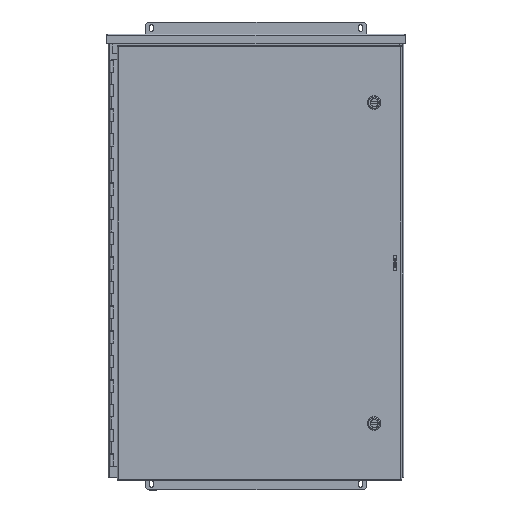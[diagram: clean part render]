
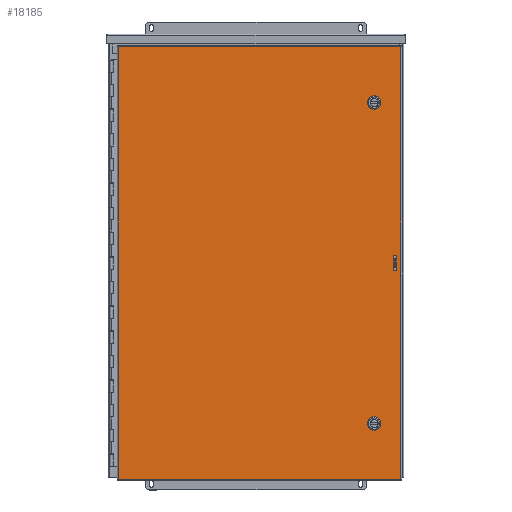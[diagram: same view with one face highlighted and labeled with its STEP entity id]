
A CAD part, top view. The second image highlights one B-rep face of the part: STEP entity #18185.
In plain terms, the highlighted planar face has unit normal (0, 0, 1).
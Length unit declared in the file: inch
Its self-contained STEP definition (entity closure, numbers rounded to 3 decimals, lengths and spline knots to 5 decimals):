
#780=FACE_BOUND('',#2849,.T.);
#781=FACE_BOUND('',#2850,.T.);
#782=FACE_BOUND('',#2851,.T.);
#930=CIRCLE('',#19251,0.453);
#932=CIRCLE('',#19255,0.453);
#934=CIRCLE('',#19259,0.453);
#936=CIRCLE('',#19263,0.453);
#938=CIRCLE('',#19292,0.453);
#940=CIRCLE('',#19296,0.453);
#942=CIRCLE('',#19300,0.453);
#944=CIRCLE('',#19304,0.453);
#945=CIRCLE('',#19311,0.125);
#947=CIRCLE('',#19314,0.125);
#1781=FACE_OUTER_BOUND('',#2848,.T.);
#2848=EDGE_LOOP('',(#12356,#12357,#12358,#12359));
#2849=EDGE_LOOP('',(#12360,#12361,#12362,#12363,#12364,#12365,#12366,#12367));
#2850=EDGE_LOOP('',(#12368,#12369,#12370,#12371,#12372,#12373,#12374,#12375));
#2851=EDGE_LOOP('',(#12376,#12377,#12378,#12379));
#4013=LINE('',#26845,#5735);
#4017=LINE('',#26857,#5739);
#4021=LINE('',#26869,#5743);
#4025=LINE('',#26879,#5747);
#4075=LINE('',#27201,#5797);
#4092=LINE('',#27413,#5814);
#4096=LINE('',#27427,#5818);
#4100=LINE('',#27439,#5822);
#4104=LINE('',#27451,#5826);
#4108=LINE('',#27461,#5830);
#4112=LINE('',#27472,#5834);
#4118=LINE('',#27490,#5840);
#4120=LINE('',#27494,#5842);
#4121=LINE('',#27497,#5843);
#5735=VECTOR('',#21553,0.42712);
#5739=VECTOR('',#21565,0.42712);
#5743=VECTOR('',#21577,0.42712);
#5747=VECTOR('',#21589,0.42712);
#5797=VECTOR('',#21673,35.102);
#5814=VECTOR('',#21706,35.102);
#5818=VECTOR('',#21718,0.42712);
#5822=VECTOR('',#21730,0.42712);
#5826=VECTOR('',#21742,0.42712);
#5830=VECTOR('',#21754,0.42712);
#5834=VECTOR('',#21766,1.);
#5840=VECTOR('',#21786,1.);
#5842=VECTOR('',#21792,22.9145);
#5843=VECTOR('',#21797,22.9145);
#7384=VERTEX_POINT('',#26836);
#7385=VERTEX_POINT('',#26838);
#7387=VERTEX_POINT('',#26844);
#7389=VERTEX_POINT('',#26850);
#7391=VERTEX_POINT('',#26856);
#7393=VERTEX_POINT('',#26862);
#7395=VERTEX_POINT('',#26868);
#7397=VERTEX_POINT('',#26874);
#7410=VERTEX_POINT('',#26976);
#7426=VERTEX_POINT('',#27094);
#7441=VERTEX_POINT('',#27200);
#7449=VERTEX_POINT('',#27349);
#7452=VERTEX_POINT('',#27418);
#7453=VERTEX_POINT('',#27420);
#7455=VERTEX_POINT('',#27426);
#7457=VERTEX_POINT('',#27432);
#7459=VERTEX_POINT('',#27438);
#7461=VERTEX_POINT('',#27444);
#7463=VERTEX_POINT('',#27450);
#7465=VERTEX_POINT('',#27456);
#7466=VERTEX_POINT('',#27468);
#7468=VERTEX_POINT('',#27471);
#7470=VERTEX_POINT('',#27477);
#7472=VERTEX_POINT('',#27483);
#9152=EDGE_CURVE('',#7385,#7384,#930,.T.);
#9155=EDGE_CURVE('',#7387,#7385,#4013,.T.);
#9158=EDGE_CURVE('',#7389,#7387,#932,.T.);
#9161=EDGE_CURVE('',#7391,#7389,#4017,.T.);
#9164=EDGE_CURVE('',#7393,#7391,#934,.T.);
#9167=EDGE_CURVE('',#7395,#7393,#4021,.T.);
#9170=EDGE_CURVE('',#7397,#7395,#936,.T.);
#9173=EDGE_CURVE('',#7384,#7397,#4025,.T.);
#9238=EDGE_CURVE('',#7441,#7426,#4075,.T.);
#9264=EDGE_CURVE('',#7410,#7449,#4092,.T.);
#9267=EDGE_CURVE('',#7453,#7452,#938,.T.);
#9270=EDGE_CURVE('',#7455,#7453,#4096,.T.);
#9273=EDGE_CURVE('',#7457,#7455,#940,.T.);
#9276=EDGE_CURVE('',#7459,#7457,#4100,.T.);
#9279=EDGE_CURVE('',#7461,#7459,#942,.T.);
#9282=EDGE_CURVE('',#7463,#7461,#4104,.T.);
#9285=EDGE_CURVE('',#7465,#7463,#944,.T.);
#9288=EDGE_CURVE('',#7452,#7465,#4108,.T.);
#9292=EDGE_CURVE('',#7468,#7466,#4112,.T.);
#9295=EDGE_CURVE('',#7470,#7466,#945,.T.);
#9298=EDGE_CURVE('',#7468,#7472,#947,.T.);
#9302=EDGE_CURVE('',#7470,#7472,#4118,.T.);
#9304=EDGE_CURVE('',#7426,#7410,#4120,.T.);
#9305=EDGE_CURVE('',#7449,#7441,#4121,.T.);
#12356=ORIENTED_EDGE('',*,*,#9264,.T.);
#12357=ORIENTED_EDGE('',*,*,#9305,.T.);
#12358=ORIENTED_EDGE('',*,*,#9238,.T.);
#12359=ORIENTED_EDGE('',*,*,#9304,.T.);
#12360=ORIENTED_EDGE('',*,*,#9152,.T.);
#12361=ORIENTED_EDGE('',*,*,#9173,.T.);
#12362=ORIENTED_EDGE('',*,*,#9170,.T.);
#12363=ORIENTED_EDGE('',*,*,#9167,.T.);
#12364=ORIENTED_EDGE('',*,*,#9164,.T.);
#12365=ORIENTED_EDGE('',*,*,#9161,.T.);
#12366=ORIENTED_EDGE('',*,*,#9158,.T.);
#12367=ORIENTED_EDGE('',*,*,#9155,.T.);
#12368=ORIENTED_EDGE('',*,*,#9267,.T.);
#12369=ORIENTED_EDGE('',*,*,#9288,.T.);
#12370=ORIENTED_EDGE('',*,*,#9285,.T.);
#12371=ORIENTED_EDGE('',*,*,#9282,.T.);
#12372=ORIENTED_EDGE('',*,*,#9279,.T.);
#12373=ORIENTED_EDGE('',*,*,#9276,.T.);
#12374=ORIENTED_EDGE('',*,*,#9273,.T.);
#12375=ORIENTED_EDGE('',*,*,#9270,.T.);
#12376=ORIENTED_EDGE('',*,*,#9292,.T.);
#12377=ORIENTED_EDGE('',*,*,#9295,.F.);
#12378=ORIENTED_EDGE('',*,*,#9302,.T.);
#12379=ORIENTED_EDGE('',*,*,#9298,.F.);
#16544=PLANE('',#19322);
#18185=ADVANCED_FACE('',(#1781,#780,#781,#782),#16544,.T.);
#19251=AXIS2_PLACEMENT_3D('',#26839,#21547,#21548);
#19255=AXIS2_PLACEMENT_3D('',#26851,#21559,#21560);
#19259=AXIS2_PLACEMENT_3D('',#26863,#21571,#21572);
#19263=AXIS2_PLACEMENT_3D('',#26875,#21583,#21584);
#19292=AXIS2_PLACEMENT_3D('',#27421,#21712,#21713);
#19296=AXIS2_PLACEMENT_3D('',#27433,#21724,#21725);
#19300=AXIS2_PLACEMENT_3D('',#27445,#21736,#21737);
#19304=AXIS2_PLACEMENT_3D('',#27457,#21748,#21749);
#19311=AXIS2_PLACEMENT_3D('',#27478,#21771,#21772);
#19314=AXIS2_PLACEMENT_3D('',#27484,#21778,#21779);
#19322=AXIS2_PLACEMENT_3D('',#27499,#21800,#21801);
#21547=DIRECTION('center_axis',(0.,0.,-1.));
#21548=DIRECTION('ref_axis',(0.882,0.471,0.));
#21553=DIRECTION('',(1.,0.,0.));
#21559=DIRECTION('center_axis',(0.,0.,-1.));
#21560=DIRECTION('ref_axis',(-0.471,0.882,0.));
#21565=DIRECTION('',(0.,1.,0.));
#21571=DIRECTION('center_axis',(0.,0.,-1.));
#21572=DIRECTION('ref_axis',(-0.882,-0.471,0.));
#21577=DIRECTION('',(-1.,0.,0.));
#21583=DIRECTION('center_axis',(0.,0.,-1.));
#21584=DIRECTION('ref_axis',(0.471,-0.882,0.));
#21589=DIRECTION('',(0.,-1.,0.));
#21673=DIRECTION('',(0.,-1.,0.));
#21706=DIRECTION('',(0.,1.,0.));
#21712=DIRECTION('center_axis',(0.,0.,-1.));
#21713=DIRECTION('ref_axis',(0.882,0.471,0.));
#21718=DIRECTION('',(1.,0.,0.));
#21724=DIRECTION('center_axis',(0.,0.,-1.));
#21725=DIRECTION('ref_axis',(-0.471,0.882,0.));
#21730=DIRECTION('',(0.,1.,0.));
#21736=DIRECTION('center_axis',(0.,0.,-1.));
#21737=DIRECTION('ref_axis',(-0.882,-0.471,0.));
#21742=DIRECTION('',(-1.,0.,0.));
#21748=DIRECTION('center_axis',(0.,0.,-1.));
#21749=DIRECTION('ref_axis',(0.471,-0.882,0.));
#21754=DIRECTION('',(0.,-1.,0.));
#21766=DIRECTION('',(0.,-1.,0.));
#21771=DIRECTION('center_axis',(0.,0.,1.));
#21772=DIRECTION('ref_axis',(-0.707,-0.707,0.));
#21778=DIRECTION('center_axis',(0.,0.,1.));
#21779=DIRECTION('ref_axis',(0.707,0.707,0.));
#21786=DIRECTION('',(0.,1.,0.));
#21792=DIRECTION('',(1.,0.,0.));
#21797=DIRECTION('',(-1.,0.,0.));
#21800=DIRECTION('center_axis',(0.,0.,1.));
#21801=DIRECTION('ref_axis',(1.,0.,0.));
#26836=CARTESIAN_POINT('',(9.712,13.24481,0.074));
#26838=CARTESIAN_POINT('',(9.52612,13.43075,0.074));
#26839=CARTESIAN_POINT('Origin',(9.31248,13.0313,0.074));
#26844=CARTESIAN_POINT('',(9.099,13.43075,0.074));
#26845=CARTESIAN_POINT('',(4.76306,13.43075,0.074));
#26850=CARTESIAN_POINT('',(8.913,13.24481,0.074));
#26851=CARTESIAN_POINT('Origin',(9.31248,13.0312,0.074));
#26856=CARTESIAN_POINT('',(8.913,12.81769,0.074));
#26857=CARTESIAN_POINT('',(8.913,6.62241,0.074));
#26862=CARTESIAN_POINT('',(9.09894,12.63175,0.074));
#26863=CARTESIAN_POINT('Origin',(9.3125,13.03125,0.074));
#26868=CARTESIAN_POINT('',(9.52606,12.63175,0.074));
#26869=CARTESIAN_POINT('',(4.54947,12.63175,0.074));
#26874=CARTESIAN_POINT('',(9.712,12.81769,0.074));
#26875=CARTESIAN_POINT('Origin',(9.3125,13.03125,0.074));
#26879=CARTESIAN_POINT('',(9.712,6.40884,0.074));
#26976=CARTESIAN_POINT('',(11.45725,-17.551,0.074));
#27094=CARTESIAN_POINT('',(-11.45725,-17.551,0.074));
#27200=CARTESIAN_POINT('',(-11.45725,17.551,0.074));
#27201=CARTESIAN_POINT('',(-11.45725,8.7755,0.074));
#27349=CARTESIAN_POINT('',(11.45725,17.551,0.074));
#27413=CARTESIAN_POINT('',(11.45725,-8.7755,0.074));
#27418=CARTESIAN_POINT('',(9.712,-12.81769,0.074));
#27420=CARTESIAN_POINT('',(9.52612,-12.63175,0.074));
#27421=CARTESIAN_POINT('Origin',(9.31248,-13.0312,0.074));
#27426=CARTESIAN_POINT('',(9.099,-12.63175,0.074));
#27427=CARTESIAN_POINT('',(4.76306,-12.63175,0.074));
#27432=CARTESIAN_POINT('',(8.913,-12.81769,0.074));
#27433=CARTESIAN_POINT('Origin',(9.31248,-13.0313,0.074));
#27438=CARTESIAN_POINT('',(8.913,-13.24481,0.074));
#27439=CARTESIAN_POINT('',(8.913,-6.40884,0.074));
#27444=CARTESIAN_POINT('',(9.09894,-13.43075,0.074));
#27445=CARTESIAN_POINT('Origin',(9.3125,-13.03125,0.074));
#27450=CARTESIAN_POINT('',(9.52606,-13.43075,0.074));
#27451=CARTESIAN_POINT('',(4.54947,-13.43075,0.074));
#27456=CARTESIAN_POINT('',(9.712,-13.24481,0.074));
#27457=CARTESIAN_POINT('Origin',(9.3125,-13.03125,0.074));
#27461=CARTESIAN_POINT('',(9.712,-6.62241,0.074));
#27468=CARTESIAN_POINT('',(11.14063,-0.5,0.074));
#27471=CARTESIAN_POINT('',(11.14063,0.5,0.074));
#27472=CARTESIAN_POINT('',(11.14063,0.3125,0.074));
#27477=CARTESIAN_POINT('',(10.89063,-0.5,0.074));
#27478=CARTESIAN_POINT('Origin',(11.01563,-0.5,0.074));
#27483=CARTESIAN_POINT('',(10.89063,0.5,0.074));
#27484=CARTESIAN_POINT('Origin',(11.01563,0.5,0.074));
#27490=CARTESIAN_POINT('',(10.89063,-0.3125,0.074));
#27494=CARTESIAN_POINT('',(-5.72863,-17.551,0.074));
#27497=CARTESIAN_POINT('',(5.72863,17.551,0.074));
#27499=CARTESIAN_POINT('Origin',(0.,0.,
0.074));
